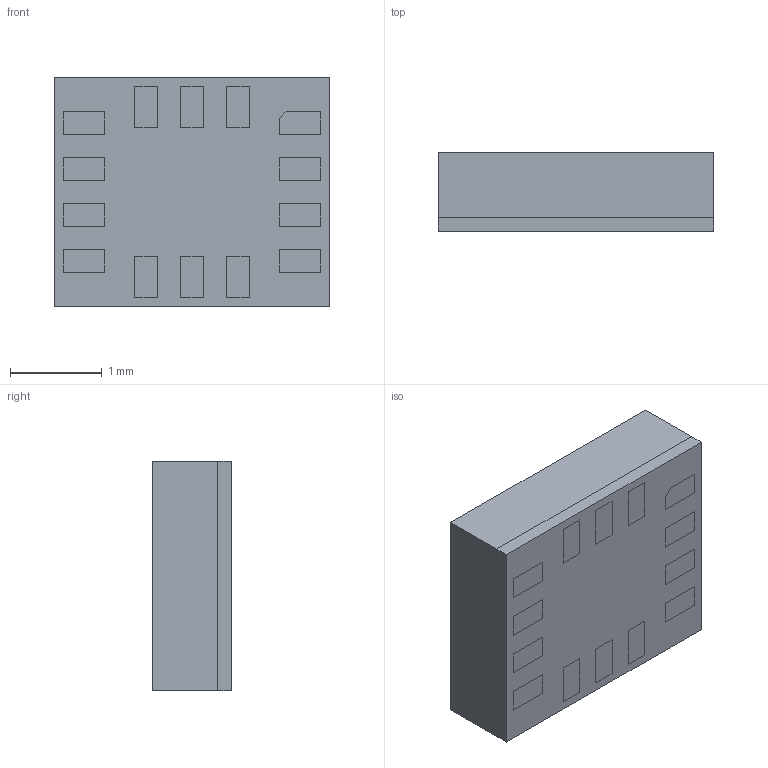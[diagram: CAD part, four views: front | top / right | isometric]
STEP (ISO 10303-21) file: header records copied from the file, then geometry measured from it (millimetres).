
FILE_DESCRIPTION (( 'STEP AP214' ), '1' );
FILE_NAME ('LSM6DS3.STEP', '2019-02-08T09:28:43', ( '' ), ( '' ), 'SwSTEP 2.0', 'SolidWorks 2017', '' );
FILE_SCHEMA (( 'AUTOMOTIVE_DESIGN' ));
Length unit declared in the file: millimetre
Products named in the file (1): LSM6DS3
Bounding box: 3 x 0.86 x 2.5 mm (x, y, z)
Volume: 6.4 mm3; surface area: 46.8 mm2
Topology: 17 solids, 17 shells, 175 faces, 378 edges, 252 vertices
Faces by surface type: plane 171, cylinder 4
Entity records: 4838 total; most frequent: CARTESIAN_POINT 806, ORIENTED_EDGE 756, DIRECTION 738, EDGE_CURVE 378, VECTOR 370, LINE 370, VERTEX_POINT 252, EDGE_LOOP 190
